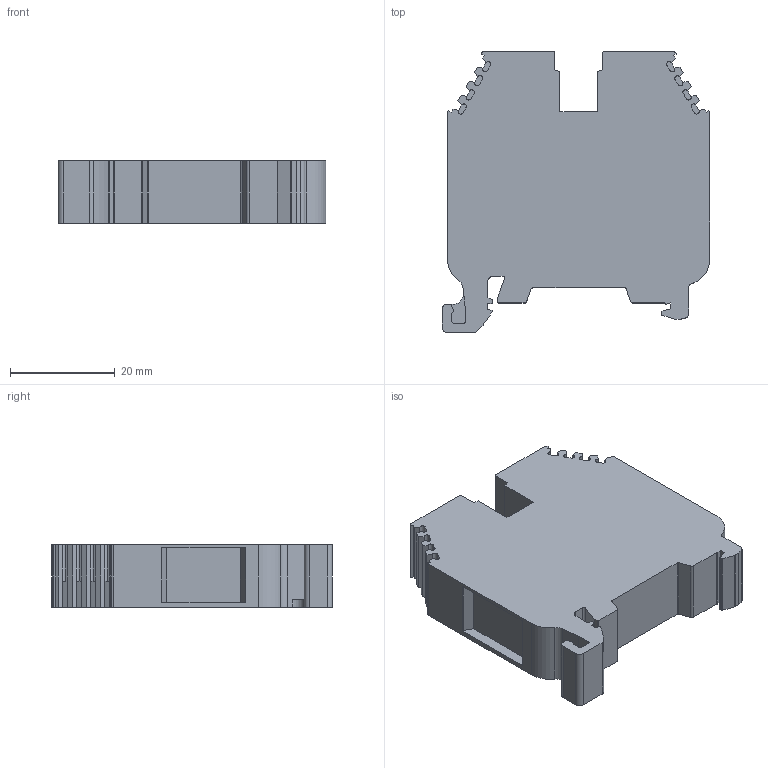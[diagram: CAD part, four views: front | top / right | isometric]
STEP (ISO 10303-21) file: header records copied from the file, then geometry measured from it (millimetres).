
FILE_DESCRIPTION (( 'STEP AP214' ), '1' );
FILE_NAME ('304163_AVK 16_Yellow.STEP', '2013-11-11T11:34:02', ( 'arge' ), ( 'Microsoft' ), 'SwSTEP 2.0', 'SolidWorks 2013', '' );
FILE_SCHEMA (( 'AUTOMOTIVE_DESIGN' ));
Length unit declared in the file: millimetre
Products named in the file (1): 304163_AVK 16_Yellow
Bounding box: 51.03 x 53.5 x 12 mm (x, y, z)
Volume: 24932 mm3; surface area: 7933.2 mm2
Topology: 1 solids, 1 shells, 178 faces, 500 edges, 328 vertices
Faces by surface type: plane 118, cylinder 60
Entity records: 5750 total; most frequent: CARTESIAN_POINT 1007, ORIENTED_EDGE 1000, DIRECTION 978, EDGE_CURVE 500, VECTOR 380, LINE 380, VERTEX_POINT 328, AXIS2_PLACEMENT_3D 299
